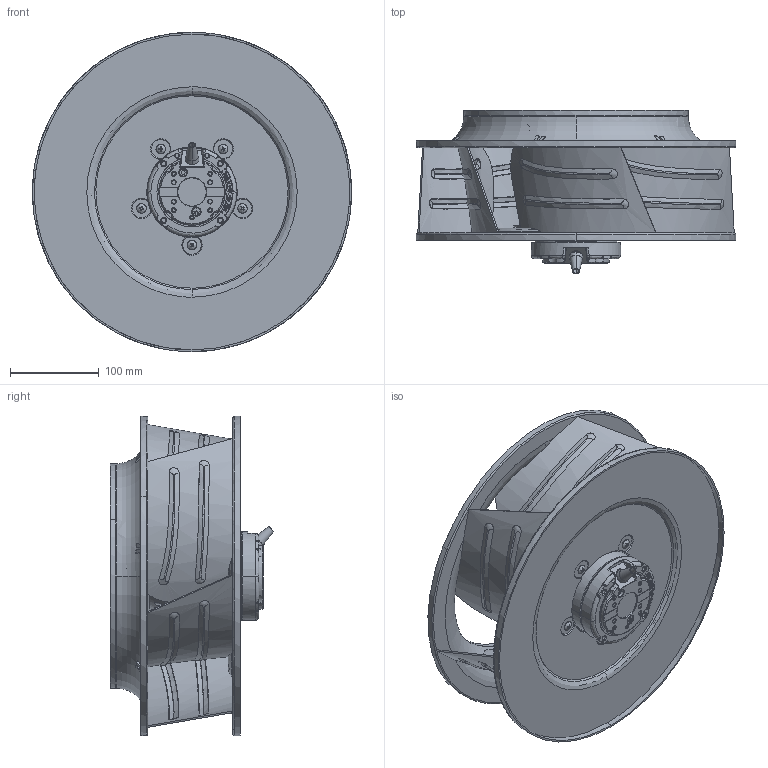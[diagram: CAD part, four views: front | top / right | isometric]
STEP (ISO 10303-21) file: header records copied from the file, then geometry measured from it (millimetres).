
FILE_DESCRIPTION (( 'STEP AP203' ), '1' );
FILE_NAME ('OAB360.stp', '2020-05-19T15:33:06', ( '' ), ( '' ), 'SwSTEP 2.0', 'SolidWorks 2018', '' );
FILE_SCHEMA (( 'CONFIG_CONTROL_DESIGN' ));
Products named in the file (1): OAB360
Bounding box: 359.99 x 184.05 x 360 mm (x, y, z)
Volume: 1473114.8 mm3; surface area: 661395.8 mm2
Topology: 1 solids, 1 shells, 2062 faces, 5252 edges, 3310 vertices
Faces by surface type: bspline 1375, plane 666, torus 21
Entity records: 150562 total; most frequent: CARTESIAN_POINT 114442, ORIENTED_EDGE 10464, EDGE_CURVE 5232, B_SPLINE_CURVE_WITH_KNOTS 3638, VERTEX_POINT 3310, DIRECTION 2524, EDGE_LOOP 2240, FACE_OUTER_BOUND 2062
